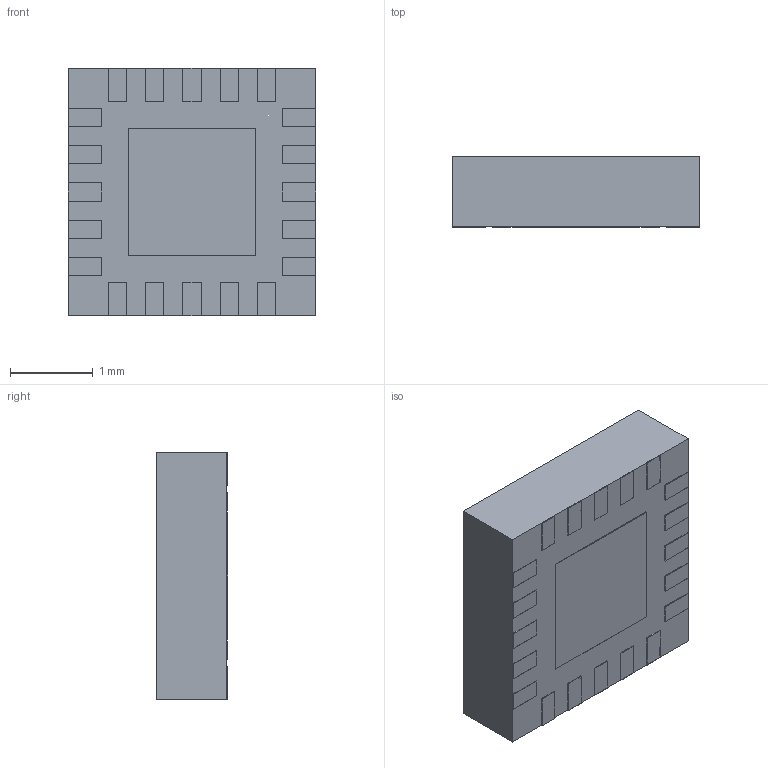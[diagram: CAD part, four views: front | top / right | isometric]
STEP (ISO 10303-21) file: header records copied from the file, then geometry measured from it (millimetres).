
FILE_DESCRIPTION (( 'STEP AP214' ), '1' );
FILE_NAME ('User Library-VQFN-20 3x3 0.45mm v2.STEP', '2023-09-24T16:08:27', ( '' ), ( '' ), 'SwSTEP 2.0', 'SolidWorks 2022', '' );
FILE_SCHEMA (( 'AUTOMOTIVE_DESIGN' ));
Length unit declared in the file: millimetre
Products named in the file (4): Component3; User Library-VQFN-20 3x3 0.45mm v2; Component1; Component2
Assembly tree (3 placements, depth 2):
  User Library-VQFN-20 3x3 0.45mm v2
    Component1
    Component2
    Component3
Bounding box: 3 x 0.86 x 3 mm (x, y, z)
Volume: 7.7 mm3; surface area: 37.1 mm2
Topology: 23 solids, 23 shells, 136 faces, 270 edges, 180 vertices
Faces by surface type: plane 134, cylinder 2
Entity records: 5268 total; most frequent: CARTESIAN_POINT 592, DIRECTION 558, ORIENTED_EDGE 540, EDGE_CURVE 270, LINE 266, VECTOR 266, VERTEX_POINT 180, UNCERTAINTY_MEASURE_WITH_UNIT 166
